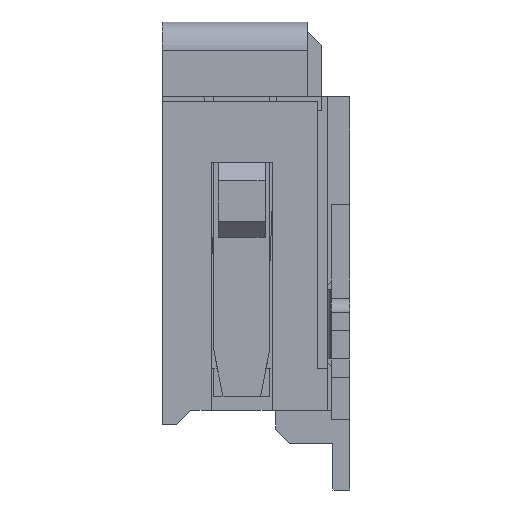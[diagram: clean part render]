
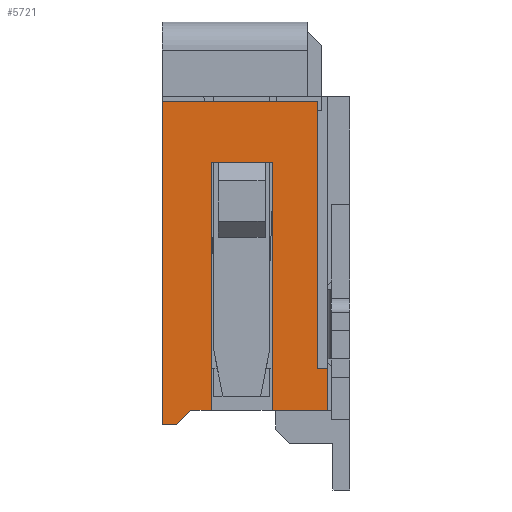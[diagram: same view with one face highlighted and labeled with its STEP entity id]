
A CAD part, left-side view. The second image highlights one B-rep face of the part: STEP entity #5721.
In plain terms, the highlighted planar face has unit normal (-1, 0, 0).
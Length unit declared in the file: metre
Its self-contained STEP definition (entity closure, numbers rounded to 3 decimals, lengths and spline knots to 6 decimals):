
#161=ORIENTED_EDGE('',*,*,#2550,.F.);
#162=ORIENTED_EDGE('',*,*,#2551,.F.);
#163=ORIENTED_EDGE('',*,*,#2544,.T.);
#164=ORIENTED_EDGE('',*,*,#2549,.T.);
#165=ORIENTED_EDGE('',*,*,#2552,.F.);
#166=ORIENTED_EDGE('',*,*,#2553,.T.);
#167=ORIENTED_EDGE('',*,*,#2554,.F.);
#168=ORIENTED_EDGE('',*,*,#2555,.F.);
#169=ORIENTED_EDGE('',*,*,#2556,.F.);
#170=ORIENTED_EDGE('',*,*,#2557,.F.);
#171=ORIENTED_EDGE('',*,*,#2558,.T.);
#172=ORIENTED_EDGE('',*,*,#2559,.F.);
#2544=EDGE_CURVE('',#3740,#3738,#6646,.T.);
#2549=EDGE_CURVE('',#3738,#3743,#6651,.T.);
#2550=EDGE_CURVE('',#3744,#3745,#6652,.T.);
#2551=EDGE_CURVE('',#3740,#3744,#6653,.T.);
#2552=EDGE_CURVE('',#3746,#3743,#6654,.T.);
#2553=EDGE_CURVE('',#3746,#3747,#6655,.T.);
#2554=EDGE_CURVE('',#3748,#3747,#6656,.T.);
#2555=EDGE_CURVE('',#3749,#3748,#6657,.T.);
#2556=EDGE_CURVE('',#3750,#3749,#6658,.T.);
#2557=EDGE_CURVE('',#3751,#3750,#6659,.T.);
#2558=EDGE_CURVE('',#3751,#3752,#6660,.T.);
#2559=EDGE_CURVE('',#3745,#3752,#6661,.T.);
#3738=VERTEX_POINT('',#11605);
#3740=VERTEX_POINT('',#11608);
#3743=VERTEX_POINT('',#11616);
#3744=VERTEX_POINT('',#11620);
#3745=VERTEX_POINT('',#11621);
#3746=VERTEX_POINT('',#11624);
#3747=VERTEX_POINT('',#11626);
#3748=VERTEX_POINT('',#11628);
#3749=VERTEX_POINT('',#11630);
#3750=VERTEX_POINT('',#11632);
#3751=VERTEX_POINT('',#11634);
#3752=VERTEX_POINT('',#11636);
#4524=EDGE_LOOP('',(#161,#162,#163,#164,#165,#166,#167,#168,#169,#170,#171,
#172));
#4937=FACE_BOUND('',#4524,.T.);
#5350=PLANE('',#8972);
#5721=ADVANCED_FACE('',(#4937),#5350,.T.);
#6646=LINE('',#11607,#7798);
#6651=LINE('',#11617,#7803);
#6652=LINE('',#11619,#7804);
#6653=LINE('',#11622,#7805);
#6654=LINE('',#11623,#7806);
#6655=LINE('',#11625,#7807);
#6656=LINE('',#11627,#7808);
#6657=LINE('',#11629,#7809);
#6658=LINE('',#11631,#7810);
#6659=LINE('',#11633,#7811);
#6660=LINE('',#11635,#7812);
#6661=LINE('',#11637,#7813);
#7798=VECTOR('',#9475,1.);
#7803=VECTOR('',#9482,1.);
#7804=VECTOR('',#9485,1.);
#7805=VECTOR('',#9486,1.);
#7806=VECTOR('',#9487,1.);
#7807=VECTOR('',#9488,1.);
#7808=VECTOR('',#9489,1.);
#7809=VECTOR('',#9490,1.);
#7810=VECTOR('',#9491,1.);
#7811=VECTOR('',#9492,1.);
#7812=VECTOR('',#9493,1.);
#7813=VECTOR('',#9494,1.);
#8972=AXIS2_PLACEMENT_3D('',#11618,#9483,#9484);
#9475=DIRECTION('',(0.,-1.,0.));
#9482=DIRECTION('',(0.,-0.707,0.707));
#9483=DIRECTION('',(-1.,0.,0.));
#9484=DIRECTION('',(0.,-1.,0.));
#9485=DIRECTION('',(0.,-1.,0.));
#9486=DIRECTION('',(0.,0.,1.));
#9487=DIRECTION('',(0.,1.,0.));
#9488=DIRECTION('',(0.,0.,1.));
#9489=DIRECTION('',(0.,1.,0.));
#9490=DIRECTION('',(0.,0.,1.));
#9491=DIRECTION('',(0.,1.,0.));
#9492=DIRECTION('',(0.,0.,-1.));
#9493=DIRECTION('',(0.,1.,0.));
#9494=DIRECTION('',(0.,0.,-1.));
#11605=CARTESIAN_POINT('',(-0.00365,0.00185,0.));
#11607=CARTESIAN_POINT('',(-0.00365,0.002,0.));
#11608=CARTESIAN_POINT('',(-0.00365,0.002,0.));
#11616=CARTESIAN_POINT('',(-0.00365,0.0017,0.00015));
#11617=CARTESIAN_POINT('',(-0.00365,0.00185,0.));
#11618=CARTESIAN_POINT('',(-0.00365,0.002035,-0.000069));
#11619=CARTESIAN_POINT('',(-0.00365,0.002,0.00345));
#11620=CARTESIAN_POINT('',(-0.00365,0.002,0.00345));
#11621=CARTESIAN_POINT('',(-0.00365,0.00035,0.00345));
#11622=CARTESIAN_POINT('',(-0.00365,0.002,0.));
#11623=CARTESIAN_POINT('',(-0.00365,0.00148,0.00015));
#11624=CARTESIAN_POINT('',(-0.00365,0.00148,0.00015));
#11625=CARTESIAN_POINT('',(-0.00365,0.00148,0.00015));
#11626=CARTESIAN_POINT('',(-0.00365,0.00148,0.0028));
#11627=CARTESIAN_POINT('',(-0.00365,0.00083,0.0028));
#11628=CARTESIAN_POINT('',(-0.00365,0.00083,0.0028));
#11629=CARTESIAN_POINT('',(-0.00365,0.00083,0.00015));
#11630=CARTESIAN_POINT('',(-0.00365,0.00083,0.00015));
#11631=CARTESIAN_POINT('',(-0.00365,0.00024,0.00015));
#11632=CARTESIAN_POINT('',(-0.00365,0.00024,0.00015));
#11633=CARTESIAN_POINT('',(-0.00365,0.00024,0.0006));
#11634=CARTESIAN_POINT('',(-0.00365,0.00024,0.0006));
#11635=CARTESIAN_POINT('',(-0.00365,0.00024,0.0006));
#11636=CARTESIAN_POINT('',(-0.00365,0.00035,0.0006));
#11637=CARTESIAN_POINT('',(-0.00365,0.00035,0.00345));
